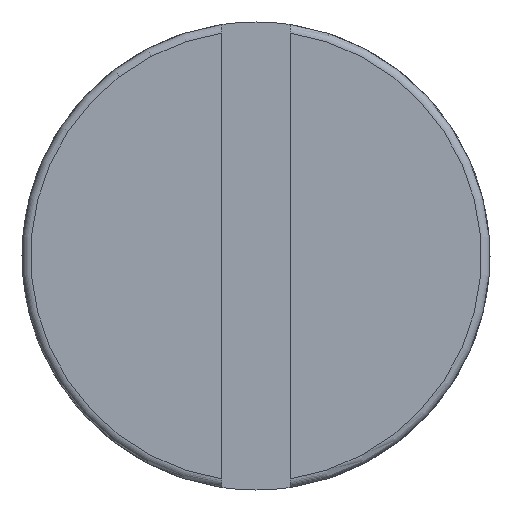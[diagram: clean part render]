
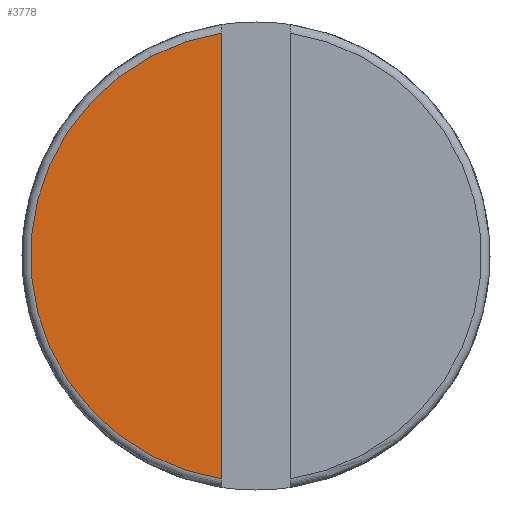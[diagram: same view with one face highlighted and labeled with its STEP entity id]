
A CAD part, left-side view. The second image highlights one B-rep face of the part: STEP entity #3778.
In plain terms, the highlighted planar face has unit normal (-1, 0, 0).
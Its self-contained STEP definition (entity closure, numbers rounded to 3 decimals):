
#520 = ORIENTED_EDGE ( 'NONE', *, *, #2001, .F. ) ;
#527 = CARTESIAN_POINT ( 'NONE',  ( 0., 0.4, 2.75 ) ) ;
#860 = ORIENTED_EDGE ( 'NONE', *, *, #4080, .T. ) ;
#887 = DIRECTION ( 'NONE',  ( 0., 0., -1. ) ) ;
#978 = VERTEX_POINT ( 'NONE', #1249 ) ;
#1010 = EDGE_LOOP ( 'NONE', ( #520, #860 ) ) ;
#1028 = CIRCLE ( 'NONE', #4675, 2.65 ) ;
#1249 = CARTESIAN_POINT ( 'NONE',  ( 0., 0.4, 2.62 ) ) ;
#1416 = DIRECTION ( 'NONE',  ( -1., 0., 0. ) ) ;
#1490 = VERTEX_POINT ( 'NONE', #2795 ) ;
#1784 = FACE_OUTER_BOUND ( 'NONE', #1010, .T. ) ;
#1853 = CARTESIAN_POINT ( 'NONE',  ( 0., 0., 0. ) ) ;
#2001 = EDGE_CURVE ( 'NONE', #978, #1490, #2735, .T. ) ;
#2216 = DIRECTION ( 'NONE',  ( 0., 0., 1. ) ) ;
#2735 = LINE ( 'NONE', #527, #3775 ) ;
#2795 = CARTESIAN_POINT ( 'NONE',  ( 0., 0.4, -2.62 ) ) ;
#3559 = CARTESIAN_POINT ( 'NONE',  ( 0., 0., 0. ) ) ;
#3763 = AXIS2_PLACEMENT_3D ( 'NONE', #3559, #1416, #3925 ) ;
#3775 = VECTOR ( 'NONE', #887, 1000. ) ;
#3778 = ADVANCED_FACE ( 'NONE', ( #1784 ), #4262, .T. ) ;
#3925 = DIRECTION ( 'NONE',  ( 0., 0., 1. ) ) ;
#4080 = EDGE_CURVE ( 'NONE', #978, #1490, #1028, .T. ) ;
#4262 = PLANE ( 'NONE',  #3763 ) ;
#4364 = DIRECTION ( 'NONE',  ( -1., 0., 0. ) ) ;
#4675 = AXIS2_PLACEMENT_3D ( 'NONE', #1853, #4364, #2216 ) ;
